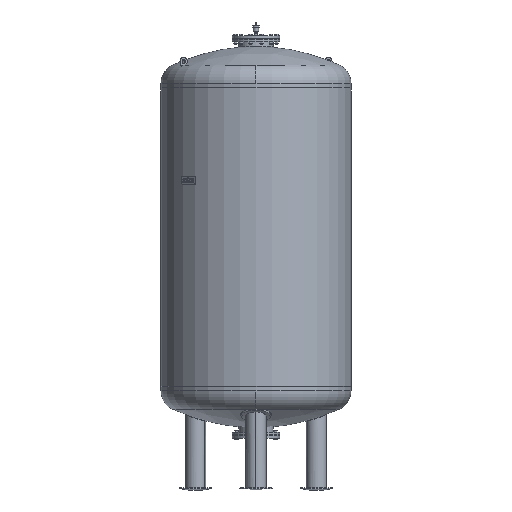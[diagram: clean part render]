
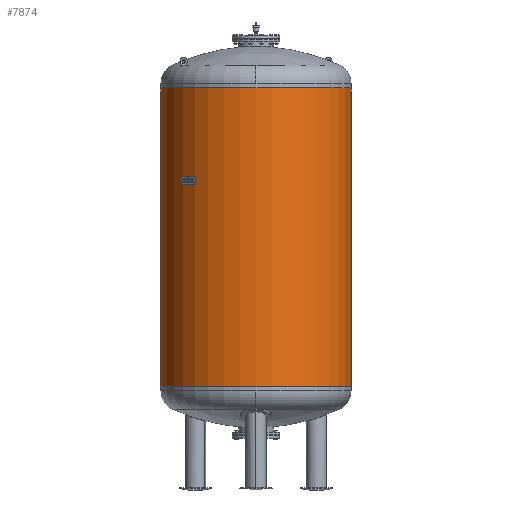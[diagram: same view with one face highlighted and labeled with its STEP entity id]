
A CAD part, front view. The second image highlights one B-rep face of the part: STEP entity #7874.
In plain terms, the highlighted cylindrical face has radius 750 mm (diameter 1500 mm), a partial arc.
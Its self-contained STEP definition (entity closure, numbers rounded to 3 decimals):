
#7833=CARTESIAN_POINT('',(0.,0.0,2588.5));
#7834=DIRECTION('',(0.,0.0,1.0));
#7835=DIRECTION('',(1.0,0.0,0.0));
#7836=AXIS2_PLACEMENT_3D('',#7833,#7834,#7835);
#7837=CYLINDRICAL_SURFACE('',#7836,750.);
#7838=CARTESIAN_POINT('',(750.,0.0,3177.0));
#7839=VERTEX_POINT('',#7838);
#7840=CARTESIAN_POINT('',(750.,0.0,823.));
#7841=VERTEX_POINT('',#7840);
#7842=CARTESIAN_POINT('',(750.,0.0,3177.0));
#7843=DIRECTION('',(0.0,0.0,-1.0));
#7844=VECTOR('',#7843,2354.0);
#7845=LINE('',#7842,#7844);
#7846=EDGE_CURVE('',#7839,#7841,#7845,.T.);
#7847=ORIENTED_EDGE('',*,*,#7846,.F.);
#7848=CARTESIAN_POINT('',(-750.,0.,3177.0));
#7849=VERTEX_POINT('',#7848);
#7850=CARTESIAN_POINT('',(0.,0.0,3177.0));
#7851=DIRECTION('',(0.0,0.0,1.0));
#7852=DIRECTION('',(1.0,0.0,0.0));
#7853=AXIS2_PLACEMENT_3D('',#7850,#7851,#7852);
#7854=CIRCLE('',#7853,750.);
#7855=EDGE_CURVE('',#7849,#7839,#7854,.T.);
#7856=ORIENTED_EDGE('',*,*,#7855,.F.);
#7857=CARTESIAN_POINT('',(-750.,0.,823.));
#7858=VERTEX_POINT('',#7857);
#7859=CARTESIAN_POINT('',(-750.,0.,3177.0));
#7860=DIRECTION('',(0.0,0.0,-1.0));
#7861=VECTOR('',#7860,2354.);
#7862=LINE('',#7859,#7861);
#7863=EDGE_CURVE('',#7849,#7858,#7862,.T.);
#7864=ORIENTED_EDGE('',*,*,#7863,.T.);
#7865=CARTESIAN_POINT('',(0.,0.0,823.));
#7866=DIRECTION('',(0.0,0.0,1.0));
#7867=DIRECTION('',(1.0,0.0,0.0));
#7868=AXIS2_PLACEMENT_3D('',#7865,#7866,#7867);
#7869=CIRCLE('',#7868,750.);
#7870=EDGE_CURVE('',#7858,#7841,#7869,.T.);
#7871=ORIENTED_EDGE('',*,*,#7870,.T.);
#7872=EDGE_LOOP('',(#7847,#7856,#7864,#7871));
#7873=FACE_OUTER_BOUND('',#7872,.T.);
#7874=ADVANCED_FACE('',(#7873),#7837,.T.);
